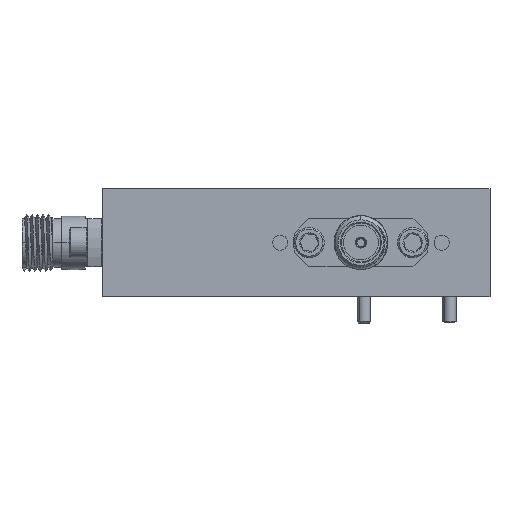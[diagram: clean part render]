
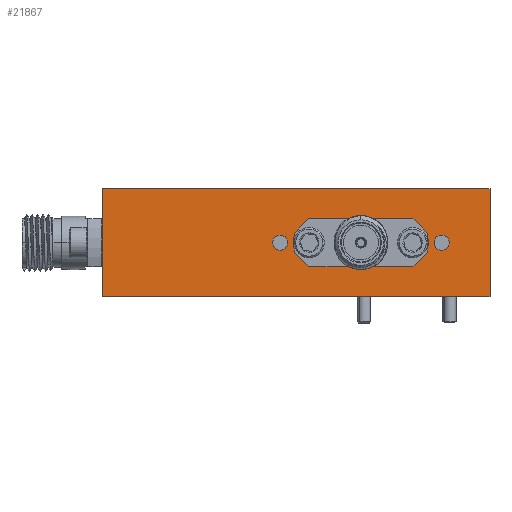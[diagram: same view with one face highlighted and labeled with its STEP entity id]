
A CAD part, top view. The second image highlights one B-rep face of the part: STEP entity #21867.
In plain terms, the highlighted planar face has unit normal (0, 0, 1).
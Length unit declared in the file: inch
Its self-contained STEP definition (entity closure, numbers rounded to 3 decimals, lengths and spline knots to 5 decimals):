
#436 = DIRECTION ( 'NONE',  ( 1., 0., 0. ) ) ;
#1026 = CARTESIAN_POINT ( 'NONE',  ( -0.075, 0.25, 0.55 ) ) ;
#1816 = VERTEX_POINT ( 'NONE', #46743 ) ;
#1833 = AXIS2_PLACEMENT_3D ( 'NONE', #36037, #13151, #436 ) ;
#1880 = EDGE_CURVE ( 'NONE', #6061, #20182, #16829, .T. ) ;
#2169 = CARTESIAN_POINT ( 'NONE',  ( -0.04, 0.25, 0.55 ) ) ;
#2180 = FACE_BOUND ( 'NONE', #17946, .T. ) ;
#3183 = VECTOR ( 'NONE', #49565, 39.37008 ) ;
#4067 = ORIENTED_EDGE ( 'NONE', *, *, #22247, .F. ) ;
#4387 = AXIS2_PLACEMENT_3D ( 'NONE', #38042, #22703, #49744 ) ;
#4713 = DIRECTION ( 'NONE',  ( 1., 0., 0. ) ) ;
#4752 = EDGE_LOOP ( 'NONE', ( #12860, #12522 ) ) ;
#4973 = CARTESIAN_POINT ( 'NONE',  ( 0.9, 0.5, 0.55 ) ) ;
#5060 = CARTESIAN_POINT ( 'NONE',  ( 0.64, 0.25, 0.55 ) ) ;
#5368 = DIRECTION ( 'NONE',  ( 0., -1., 0. ) ) ;
#6025 = VECTOR ( 'NONE', #13047, 39.37008 ) ;
#6061 = VERTEX_POINT ( 'NONE', #45829 ) ;
#6070 = VERTEX_POINT ( 'NONE', #18268 ) ;
#7053 = CARTESIAN_POINT ( 'NONE',  ( 0.9, 0.5, 0.55 ) ) ;
#7440 = CARTESIAN_POINT ( 'NONE',  ( 0.675, 0.25, 0.55 ) ) ;
#8209 = CIRCLE ( 'NONE', #43904, 0.035 ) ;
#8290 = CIRCLE ( 'NONE', #42355, 0.035 ) ;
#9182 = ORIENTED_EDGE ( 'NONE', *, *, #1880, .T. ) ;
#9562 = ORIENTED_EDGE ( 'NONE', *, *, #24188, .T. ) ;
#9579 = ORIENTED_EDGE ( 'NONE', *, *, #27409, .F. ) ;
#9980 = DIRECTION ( 'NONE',  ( -1., 0., 0. ) ) ;
#10560 = LINE ( 'NONE', #33703, #3183 ) ;
#11417 = CIRCLE ( 'NONE', #24707, 0.035 ) ;
#11733 = EDGE_CURVE ( 'NONE', #18576, #17959, #11417, .T. ) ;
#11911 = VERTEX_POINT ( 'NONE', #37404 ) ;
#12522 = ORIENTED_EDGE ( 'NONE', *, *, #22095, .T. ) ;
#12860 = ORIENTED_EDGE ( 'NONE', *, *, #29414, .T. ) ;
#12922 = EDGE_CURVE ( 'NONE', #26635, #1816, #10560, .T. ) ;
#13047 = DIRECTION ( 'NONE',  ( 1., 0., 0. ) ) ;
#13128 = FACE_BOUND ( 'NONE', #4752, .T. ) ;
#13151 = DIRECTION ( 'NONE',  ( 0., 0., 1. ) ) ;
#13390 = FACE_BOUND ( 'NONE', #38601, .T. ) ;
#13446 = EDGE_LOOP ( 'NONE', ( #4067, #9579 ) ) ;
#13496 = CIRCLE ( 'NONE', #49199, 0.035 ) ;
#14322 = CARTESIAN_POINT ( 'NONE',  ( -0.11, 0.25, 0.55 ) ) ;
#15236 = CARTESIAN_POINT ( 'NONE',  ( -0.9, 0., 0.55 ) ) ;
#15954 = CARTESIAN_POINT ( 'NONE',  ( 0.675, 0.25, 0.55 ) ) ;
#16712 = DIRECTION ( 'NONE',  ( 1., 0., 0. ) ) ;
#16829 = LINE ( 'NONE', #33163, #47699 ) ;
#16948 = CARTESIAN_POINT ( 'NONE',  ( 0.06, 0.25, 0.55 ) ) ;
#17347 = CIRCLE ( 'NONE', #24797, 0.03925 ) ;
#17399 = LINE ( 'NONE', #45223, #47333 ) ;
#17573 = CARTESIAN_POINT ( 'NONE',  ( 0.025, 0.25, 0.55 ) ) ;
#17946 = EDGE_LOOP ( 'NONE', ( #40918, #24366 ) ) ;
#17959 = VERTEX_POINT ( 'NONE', #14322 ) ;
#18038 = CARTESIAN_POINT ( 'NONE',  ( 0.06, 0.25, 0.55 ) ) ;
#18268 = CARTESIAN_POINT ( 'NONE',  ( 0.26075, 0.25, 0.55 ) ) ;
#18576 = VERTEX_POINT ( 'NONE', #2169 ) ;
#18660 = VERTEX_POINT ( 'NONE', #20094 ) ;
#20094 = CARTESIAN_POINT ( 'NONE',  ( 0.095, 0.25, 0.55 ) ) ;
#20182 = VERTEX_POINT ( 'NONE', #15236 ) ;
#20680 = AXIS2_PLACEMENT_3D ( 'NONE', #45605, #33877, #9980 ) ;
#20879 = ORIENTED_EDGE ( 'NONE', *, *, #38209, .F. ) ;
#21115 = LINE ( 'NONE', #4973, #6025 ) ;
#21487 = CARTESIAN_POINT ( 'NONE',  ( 0.54, 0.25, 0.55 ) ) ;
#21678 = DIRECTION ( 'NONE',  ( 1., 0., 0. ) ) ;
#21693 = PLANE ( 'NONE',  #20680 ) ;
#21867 = ADVANCED_FACE ( 'NONE', ( #40947, #13390, #2180, #34137, #37276, #13128 ), #21693, .F. ) ;
#22095 = EDGE_CURVE ( 'NONE', #6070, #11911, #17347, .T. ) ;
#22247 = EDGE_CURVE ( 'NONE', #37764, #41487, #8209, .T. ) ;
#22703 = DIRECTION ( 'NONE',  ( 0., 0., -1. ) ) ;
#23299 = DIRECTION ( 'NONE',  ( 0., 0., 1. ) ) ;
#23830 = VERTEX_POINT ( 'NONE', #30165 ) ;
#23937 = CARTESIAN_POINT ( 'NONE',  ( 0.54, 0.25, 0.55 ) ) ;
#24188 = EDGE_CURVE ( 'NONE', #20182, #1816, #17399, .T. ) ;
#24366 = ORIENTED_EDGE ( 'NONE', *, *, #36993, .F. ) ;
#24461 = DIRECTION ( 'NONE',  ( 0., 0., 1. ) ) ;
#24707 = AXIS2_PLACEMENT_3D ( 'NONE', #1026, #31975, #48616 ) ;
#24758 = DIRECTION ( 'NONE',  ( 0., 0., 1. ) ) ;
#24776 = ORIENTED_EDGE ( 'NONE', *, *, #37412, .F. ) ;
#24797 = AXIS2_PLACEMENT_3D ( 'NONE', #48174, #28672, #47668 ) ;
#24869 = CIRCLE ( 'NONE', #47289, 0.035 ) ;
#25445 = DIRECTION ( 'NONE',  ( 1., 0., 0. ) ) ;
#25839 = CIRCLE ( 'NONE', #1833, 0.035 ) ;
#26635 = VERTEX_POINT ( 'NONE', #7053 ) ;
#27409 = EDGE_CURVE ( 'NONE', #41487, #37764, #8290, .T. ) ;
#27489 = CARTESIAN_POINT ( 'NONE',  ( 0.505, 0.25, 0.55 ) ) ;
#27721 = DIRECTION ( 'NONE',  ( 1., 0., 0. ) ) ;
#28502 = ORIENTED_EDGE ( 'NONE', *, *, #11733, .F. ) ;
#28672 = DIRECTION ( 'NONE',  ( 0., 0., -1. ) ) ;
#29188 = EDGE_LOOP ( 'NONE', ( #28502, #38645 ) ) ;
#29414 = EDGE_CURVE ( 'NONE', #11911, #6070, #47549, .T. ) ;
#30041 = DIRECTION ( 'NONE',  ( 1., 0., 0. ) ) ;
#30165 = CARTESIAN_POINT ( 'NONE',  ( 0.575, 0.25, 0.55 ) ) ;
#31975 = DIRECTION ( 'NONE',  ( 0., 0., 1. ) ) ;
#32124 = ORIENTED_EDGE ( 'NONE', *, *, #43281, .F. ) ;
#32496 = DIRECTION ( 'NONE',  ( 1., 0., 0. ) ) ;
#33163 = CARTESIAN_POINT ( 'NONE',  ( -0.9, 0.5, 0.55 ) ) ;
#33703 = CARTESIAN_POINT ( 'NONE',  ( 0.9, 0.5, 0.55 ) ) ;
#33877 = DIRECTION ( 'NONE',  ( 0., 0., -1. ) ) ;
#34137 = FACE_BOUND ( 'NONE', #13446, .T. ) ;
#35021 = AXIS2_PLACEMENT_3D ( 'NONE', #16948, #36414, #4713 ) ;
#35787 = EDGE_CURVE ( 'NONE', #17959, #18576, #25839, .T. ) ;
#35857 = VERTEX_POINT ( 'NONE', #17573 ) ;
#36037 = CARTESIAN_POINT ( 'NONE',  ( -0.075, 0.25, 0.55 ) ) ;
#36414 = DIRECTION ( 'NONE',  ( 0., 0., 1. ) ) ;
#36616 = EDGE_CURVE ( 'NONE', #18660, #35857, #42541, .T. ) ;
#36993 = EDGE_CURVE ( 'NONE', #35857, #18660, #13496, .T. ) ;
#37276 = FACE_BOUND ( 'NONE', #29188, .T. ) ;
#37404 = CARTESIAN_POINT ( 'NONE',  ( 0.33925, 0.25, 0.55 ) ) ;
#37412 = EDGE_CURVE ( 'NONE', #6061, #26635, #21115, .T. ) ;
#37605 = DIRECTION ( 'NONE',  ( 0., 0., 1. ) ) ;
#37764 = VERTEX_POINT ( 'NONE', #49367 ) ;
#38042 = CARTESIAN_POINT ( 'NONE',  ( 0.3, 0.25, 0.55 ) ) ;
#38209 = EDGE_CURVE ( 'NONE', #45833, #23830, #44262, .T. ) ;
#38601 = EDGE_LOOP ( 'NONE', ( #32124, #20879 ) ) ;
#38645 = ORIENTED_EDGE ( 'NONE', *, *, #35787, .F. ) ;
#40918 = ORIENTED_EDGE ( 'NONE', *, *, #36616, .F. ) ;
#40947 = FACE_OUTER_BOUND ( 'NONE', #47146, .T. ) ;
#41487 = VERTEX_POINT ( 'NONE', #5060 ) ;
#41778 = AXIS2_PLACEMENT_3D ( 'NONE', #21487, #37605, #30041 ) ;
#42355 = AXIS2_PLACEMENT_3D ( 'NONE', #7440, #23299, #27721 ) ;
#42541 = CIRCLE ( 'NONE', #35021, 0.035 ) ;
#43281 = EDGE_CURVE ( 'NONE', #23830, #45833, #24869, .T. ) ;
#43904 = AXIS2_PLACEMENT_3D ( 'NONE', #15954, #24758, #16712 ) ;
#44262 = CIRCLE ( 'NONE', #41778, 0.035 ) ;
#45223 = CARTESIAN_POINT ( 'NONE',  ( 0.9, 0., 0.55 ) ) ;
#45346 = DIRECTION ( 'NONE',  ( 0., 0., 1. ) ) ;
#45605 = CARTESIAN_POINT ( 'NONE',  ( 0.9, 0.5, 0.55 ) ) ;
#45618 = ORIENTED_EDGE ( 'NONE', *, *, #12922, .F. ) ;
#45829 = CARTESIAN_POINT ( 'NONE',  ( -0.9, 0.5, 0.55 ) ) ;
#45833 = VERTEX_POINT ( 'NONE', #27489 ) ;
#46743 = CARTESIAN_POINT ( 'NONE',  ( 0.9, 0., 0.55 ) ) ;
#47146 = EDGE_LOOP ( 'NONE', ( #9562, #45618, #24776, #9182 ) ) ;
#47289 = AXIS2_PLACEMENT_3D ( 'NONE', #23937, #24461, #32496 ) ;
#47333 = VECTOR ( 'NONE', #25445, 39.37008 ) ;
#47549 = CIRCLE ( 'NONE', #4387, 0.03925 ) ;
#47668 = DIRECTION ( 'NONE',  ( -1., 0., 0. ) ) ;
#47699 = VECTOR ( 'NONE', #5368, 39.37008 ) ;
#48174 = CARTESIAN_POINT ( 'NONE',  ( 0.3, 0.25, 0.55 ) ) ;
#48616 = DIRECTION ( 'NONE',  ( 1., 0., 0. ) ) ;
#49199 = AXIS2_PLACEMENT_3D ( 'NONE', #18038, #45346, #21678 ) ;
#49367 = CARTESIAN_POINT ( 'NONE',  ( 0.71, 0.25, 0.55 ) ) ;
#49565 = DIRECTION ( 'NONE',  ( 0., -1., 0. ) ) ;
#49744 = DIRECTION ( 'NONE',  ( -1., 0., 0. ) ) ;
